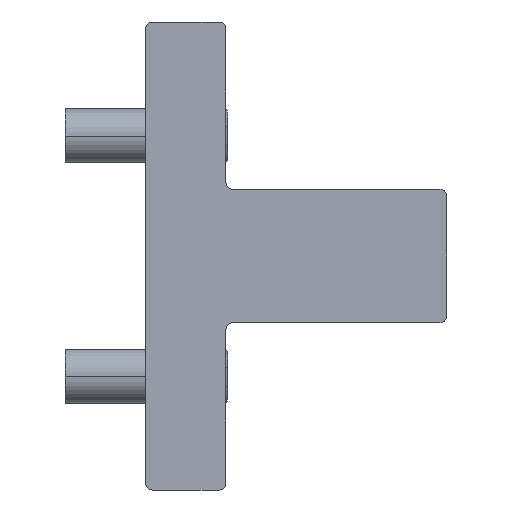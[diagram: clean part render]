
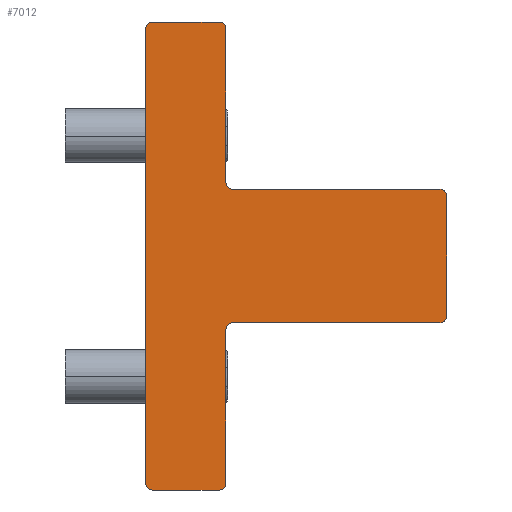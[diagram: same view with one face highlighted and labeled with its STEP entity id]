
A CAD part, left-side view. The second image highlights one B-rep face of the part: STEP entity #7012.
In plain terms, the highlighted planar face has unit normal (-1, 0, 0).
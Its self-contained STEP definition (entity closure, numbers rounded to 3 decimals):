
#5884=AXIS2_PLACEMENT_3D('Circle Axis2P3D',#5882,#5883,$) ;
#6048=AXIS2_PLACEMENT_3D('Circle Axis2P3D',#6046,#6047,$) ;
#6160=AXIS2_PLACEMENT_3D('Circle Axis2P3D',#6158,#6159,$) ;
#6678=AXIS2_PLACEMENT_3D('Circle Axis2P3D',#6676,#6677,$) ;
#6733=AXIS2_PLACEMENT_3D('Circle Axis2P3D',#6731,#6732,$) ;
#6777=AXIS2_PLACEMENT_3D('Circle Axis2P3D',#6775,#6776,$) ;
#6825=AXIS2_PLACEMENT_3D('Circle Axis2P3D',#6823,#6824,$) ;
#6873=AXIS2_PLACEMENT_3D('Circle Axis2P3D',#6871,#6872,$) ;
#6987=AXIS2_PLACEMENT_3D('Plane Axis2P3D',#6984,#6985,#6986) ;
#5797=CARTESIAN_POINT('Line Origine',(-358.,-18.5,195.)) ;
#5801=CARTESIAN_POINT('Vertex',(-358.,-3.,195.)) ;
#5803=CARTESIAN_POINT('Vertex',(-358.,-34.,195.)) ;
#5882=CARTESIAN_POINT('Axis2P3D Location',(-358.,-3.,194.)) ;
#5886=CARTESIAN_POINT('Vertex',(-358.,-2.,194.)) ;
#6046=CARTESIAN_POINT('Axis2P3D Location',(-358.,-34.,196.)) ;
#6050=CARTESIAN_POINT('Vertex',(-358.,-35.,196.)) ;
#6089=CARTESIAN_POINT('Line Origine',(-358.,-2.,182.5)) ;
#6093=CARTESIAN_POINT('Vertex',(-358.,-2.,171.)) ;
#6155=CARTESIAN_POINT('Vertex',(-358.,-2.,216.)) ;
#6158=CARTESIAN_POINT('Axis2P3D Location',(-358.,-3.,216.)) ;
#6162=CARTESIAN_POINT('Vertex',(-358.,-3.,215.)) ;
#6676=CARTESIAN_POINT('Axis2P3D Location',(-358.,9.,239.)) ;
#6680=CARTESIAN_POINT('Vertex',(-358.,10.,239.)) ;
#6682=CARTESIAN_POINT('Vertex',(-358.,9.,240.)) ;
#6707=CARTESIAN_POINT('Line Origine',(-358.,4.,240.)) ;
#6711=CARTESIAN_POINT('Vertex',(-358.,-1.,240.)) ;
#6731=CARTESIAN_POINT('Axis2P3D Location',(-358.,-1.,239.)) ;
#6735=CARTESIAN_POINT('Vertex',(-358.,-2.,239.)) ;
#6750=CARTESIAN_POINT('Line Origine',(-358.,-2.,227.5)) ;
#6775=CARTESIAN_POINT('Axis2P3D Location',(-358.,-34.,214.)) ;
#6779=CARTESIAN_POINT('Vertex',(-358.,-34.,215.)) ;
#6781=CARTESIAN_POINT('Vertex',(-358.,-35.,214.)) ;
#6806=CARTESIAN_POINT('Line Origine',(-358.,-35.,205.)) ;
#6823=CARTESIAN_POINT('Axis2P3D Location',(-358.,-1.,171.)) ;
#6827=CARTESIAN_POINT('Vertex',(-358.,-1.,170.)) ;
#6847=CARTESIAN_POINT('Line Origine',(-358.,4.,170.)) ;
#6851=CARTESIAN_POINT('Vertex',(-358.,9.,170.)) ;
#6871=CARTESIAN_POINT('Axis2P3D Location',(-358.,9.,171.)) ;
#6875=CARTESIAN_POINT('Vertex',(-358.,10.,171.)) ;
#6895=CARTESIAN_POINT('Line Origine',(-358.,10.,205.)) ;
#6984=CARTESIAN_POINT('Axis2P3D Location',(-358.,10.,205.)) ;
#6989=CARTESIAN_POINT('Line Origine',(-358.,-18.5,215.)) ;
#5798=DIRECTION('Vector Direction',(0.,-1.,0.)) ;
#5883=DIRECTION('Axis2P3D Direction',(-1.,0.,0.)) ;
#6047=DIRECTION('Axis2P3D Direction',(-1.,0.,0.)) ;
#6090=DIRECTION('Vector Direction',(0.,0.,1.)) ;
#6159=DIRECTION('Axis2P3D Direction',(-1.,0.,0.)) ;
#6677=DIRECTION('Axis2P3D Direction',(-1.,0.,0.)) ;
#6708=DIRECTION('Vector Direction',(0.,-1.,0.)) ;
#6732=DIRECTION('Axis2P3D Direction',(-1.,0.,0.)) ;
#6751=DIRECTION('Vector Direction',(0.,0.,-1.)) ;
#6776=DIRECTION('Axis2P3D Direction',(-1.,0.,0.)) ;
#6807=DIRECTION('Vector Direction',(0.,0.,1.)) ;
#6824=DIRECTION('Axis2P3D Direction',(-1.,0.,0.)) ;
#6848=DIRECTION('Vector Direction',(0.,-1.,0.)) ;
#6872=DIRECTION('Axis2P3D Direction',(-1.,0.,0.)) ;
#6896=DIRECTION('Vector Direction',(0.,0.,-1.)) ;
#6985=DIRECTION('Axis2P3D Direction',(-1.,0.,0.)) ;
#6986=DIRECTION('Axis2P3D XDirection',(0.,1.,0.)) ;
#6990=DIRECTION('Vector Direction',(0.,-1.,0.)) ;
#5799=VECTOR('Line Direction',#5798,1.) ;
#6091=VECTOR('Line Direction',#6090,1.) ;
#6709=VECTOR('Line Direction',#6708,1.) ;
#6752=VECTOR('Line Direction',#6751,1.) ;
#6808=VECTOR('Line Direction',#6807,1.) ;
#6849=VECTOR('Line Direction',#6848,1.) ;
#6897=VECTOR('Line Direction',#6896,1.) ;
#6991=VECTOR('Line Direction',#6990,1.) ;
#6995=ORIENTED_EDGE('',*,*,#6899,.T.) ;
#6996=ORIENTED_EDGE('',*,*,#6877,.F.) ;
#6997=ORIENTED_EDGE('',*,*,#6853,.T.) ;
#6998=ORIENTED_EDGE('',*,*,#6829,.F.) ;
#6999=ORIENTED_EDGE('',*,*,#6095,.T.) ;
#7000=ORIENTED_EDGE('',*,*,#5888,.T.) ;
#7001=ORIENTED_EDGE('',*,*,#5805,.T.) ;
#7002=ORIENTED_EDGE('',*,*,#6052,.F.) ;
#7003=ORIENTED_EDGE('',*,*,#6810,.T.) ;
#7004=ORIENTED_EDGE('',*,*,#6783,.F.) ;
#7005=ORIENTED_EDGE('',*,*,#6993,.T.) ;
#7006=ORIENTED_EDGE('',*,*,#6164,.T.) ;
#7007=ORIENTED_EDGE('',*,*,#6754,.T.) ;
#7008=ORIENTED_EDGE('',*,*,#6737,.F.) ;
#7009=ORIENTED_EDGE('',*,*,#6713,.T.) ;
#7010=ORIENTED_EDGE('',*,*,#6684,.F.) ;
#7012=ADVANCED_FACE('RA4624001_1PA_001_04_TERMINALE_POSTERIORE_A.1\\PartBody',(#7011),#6988,.T.) ;
#5885=CIRCLE('generated circle',#5884,1.) ;
#6049=CIRCLE('generated circle',#6048,1.) ;
#6161=CIRCLE('generated circle',#6160,1.) ;
#6679=CIRCLE('generated circle',#6678,1.) ;
#6734=CIRCLE('generated circle',#6733,1.) ;
#6778=CIRCLE('generated circle',#6777,1.) ;
#6826=CIRCLE('generated circle',#6825,1.) ;
#6874=CIRCLE('generated circle',#6873,1.) ;
#5805=EDGE_CURVE('',#5802,#5804,#5800,.T.) ;
#5888=EDGE_CURVE('',#5887,#5802,#5885,.F.) ;
#6052=EDGE_CURVE('',#6051,#5804,#6049,.F.) ;
#6095=EDGE_CURVE('',#6094,#5887,#6092,.T.) ;
#6164=EDGE_CURVE('',#6163,#6156,#6161,.F.) ;
#6684=EDGE_CURVE('',#6681,#6683,#6679,.F.) ;
#6713=EDGE_CURVE('',#6712,#6683,#6710,.F.) ;
#6737=EDGE_CURVE('',#6712,#6736,#6734,.F.) ;
#6754=EDGE_CURVE('',#6156,#6736,#6753,.F.) ;
#6783=EDGE_CURVE('',#6780,#6782,#6778,.F.) ;
#6810=EDGE_CURVE('',#6051,#6782,#6809,.T.) ;
#6829=EDGE_CURVE('',#6094,#6828,#6826,.F.) ;
#6853=EDGE_CURVE('',#6852,#6828,#6850,.T.) ;
#6877=EDGE_CURVE('',#6852,#6876,#6874,.F.) ;
#6899=EDGE_CURVE('',#6681,#6876,#6898,.T.) ;
#6993=EDGE_CURVE('',#6780,#6163,#6992,.F.) ;
#6994=EDGE_LOOP('',(#6995,#6996,#6997,#6998,#6999,#7000,#7001,#7002,#7003,#7004,#7005,#7006,#7007,#7008,#7009,#7010)) ;
#7011=FACE_OUTER_BOUND('',#6994,.T.) ;
#5800=LINE('Line',#5797,#5799) ;
#6092=LINE('Line',#6089,#6091) ;
#6710=LINE('Line',#6707,#6709) ;
#6753=LINE('Line',#6750,#6752) ;
#6809=LINE('Line',#6806,#6808) ;
#6850=LINE('Line',#6847,#6849) ;
#6898=LINE('Line',#6895,#6897) ;
#6992=LINE('Line',#6989,#6991) ;
#6988=PLANE('',#6987) ;
#5802=VERTEX_POINT('',#5801) ;
#5804=VERTEX_POINT('',#5803) ;
#5887=VERTEX_POINT('',#5886) ;
#6051=VERTEX_POINT('',#6050) ;
#6094=VERTEX_POINT('',#6093) ;
#6156=VERTEX_POINT('',#6155) ;
#6163=VERTEX_POINT('',#6162) ;
#6681=VERTEX_POINT('',#6680) ;
#6683=VERTEX_POINT('',#6682) ;
#6712=VERTEX_POINT('',#6711) ;
#6736=VERTEX_POINT('',#6735) ;
#6780=VERTEX_POINT('',#6779) ;
#6782=VERTEX_POINT('',#6781) ;
#6828=VERTEX_POINT('',#6827) ;
#6852=VERTEX_POINT('',#6851) ;
#6876=VERTEX_POINT('',#6875) ;
